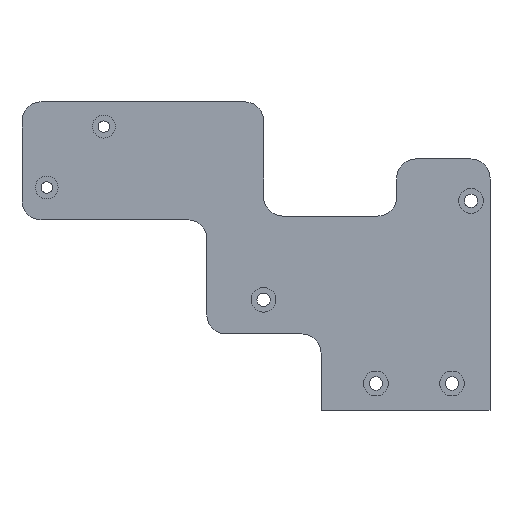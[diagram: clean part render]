
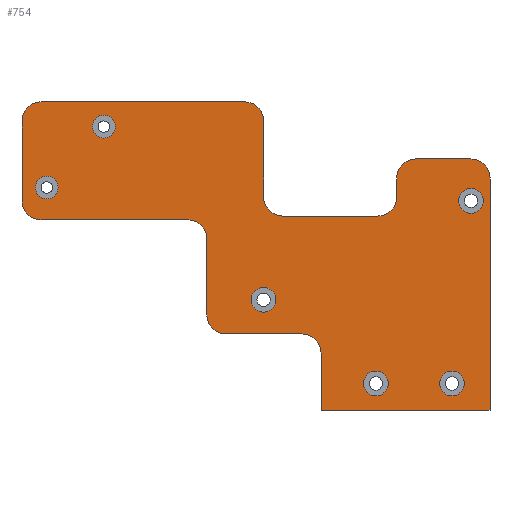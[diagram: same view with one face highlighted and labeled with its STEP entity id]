
A CAD part, left-side view. The second image highlights one B-rep face of the part: STEP entity #754.
In plain terms, the highlighted planar face has unit normal (-1, 0, 0).
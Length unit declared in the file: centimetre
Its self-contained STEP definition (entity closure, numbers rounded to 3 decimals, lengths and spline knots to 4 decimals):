
#104=VECTOR('',#927,1.);
#105=VECTOR('',#930,1.);
#106=VECTOR('',#933,1.);
#107=VECTOR('',#936,1.);
#108=VECTOR('',#939,1.);
#109=VECTOR('',#942,1.);
#110=VECTOR('',#945,1.);
#111=VECTOR('',#948,1.);
#112=VECTOR('',#951,1.);
#113=VECTOR('',#954,1.);
#114=VECTOR('',#955,1.);
#115=VECTOR('',#956,1.);
#150=LINE('',#1120,#104);
#151=LINE('',#1124,#105);
#152=LINE('',#1128,#106);
#153=LINE('',#1132,#107);
#154=LINE('',#1136,#108);
#155=LINE('',#1140,#109);
#156=LINE('',#1144,#110);
#157=LINE('',#1148,#111);
#158=LINE('',#1152,#112);
#159=LINE('',#1156,#113);
#160=LINE('',#1158,#114);
#161=LINE('',#1160,#115);
#202=PLANE('',#814);
#217=VERTEX_POINT('',#1072);
#220=VERTEX_POINT('',#1080);
#223=VERTEX_POINT('',#1088);
#226=VERTEX_POINT('',#1096);
#229=VERTEX_POINT('',#1104);
#232=VERTEX_POINT('',#1112);
#234=VERTEX_POINT('',#1118);
#235=VERTEX_POINT('',#1119);
#236=VERTEX_POINT('',#1121);
#237=VERTEX_POINT('',#1123);
#238=VERTEX_POINT('',#1125);
#239=VERTEX_POINT('',#1127);
#240=VERTEX_POINT('',#1129);
#241=VERTEX_POINT('',#1131);
#242=VERTEX_POINT('',#1133);
#243=VERTEX_POINT('',#1135);
#244=VERTEX_POINT('',#1137);
#245=VERTEX_POINT('',#1139);
#246=VERTEX_POINT('',#1141);
#247=VERTEX_POINT('',#1143);
#248=VERTEX_POINT('',#1145);
#249=VERTEX_POINT('',#1147);
#250=VERTEX_POINT('',#1149);
#251=VERTEX_POINT('',#1151);
#252=VERTEX_POINT('',#1153);
#253=VERTEX_POINT('',#1155);
#254=VERTEX_POINT('',#1157);
#255=VERTEX_POINT('',#1159);
#285=CIRCLE('',#786,0.325);
#288=CIRCLE('',#791,0.325);
#291=CIRCLE('',#796,0.3);
#294=CIRCLE('',#801,0.325);
#297=CIRCLE('',#806,0.325);
#300=CIRCLE('',#811,0.3);
#302=CIRCLE('',#815,0.5);
#303=CIRCLE('',#816,0.5);
#304=CIRCLE('',#817,0.5);
#305=CIRCLE('',#818,0.5);
#306=CIRCLE('',#819,0.5);
#307=CIRCLE('',#820,0.5);
#308=CIRCLE('',#821,0.5);
#309=CIRCLE('',#822,0.5);
#310=CIRCLE('',#823,0.5);
#311=CIRCLE('',#824,0.5);
#329=EDGE_CURVE('',#217,#217,#285,.T.);
#332=EDGE_CURVE('',#220,#220,#288,.T.);
#335=EDGE_CURVE('',#223,#223,#291,.T.);
#338=EDGE_CURVE('',#226,#226,#294,.T.);
#341=EDGE_CURVE('',#229,#229,#297,.T.);
#344=EDGE_CURVE('',#232,#232,#300,.T.);
#346=EDGE_CURVE('',#234,#235,#302,.T.);
#347=EDGE_CURVE('',#236,#234,#150,.T.);
#348=EDGE_CURVE('',#237,#236,#303,.T.);
#349=EDGE_CURVE('',#238,#237,#151,.T.);
#350=EDGE_CURVE('',#239,#238,#304,.T.);
#351=EDGE_CURVE('',#240,#239,#152,.T.);
#352=EDGE_CURVE('',#241,#240,#305,.T.);
#353=EDGE_CURVE('',#242,#241,#153,.T.);
#354=EDGE_CURVE('',#243,#242,#306,.T.);
#355=EDGE_CURVE('',#244,#243,#154,.T.);
#356=EDGE_CURVE('',#245,#244,#307,.T.);
#357=EDGE_CURVE('',#246,#245,#155,.T.);
#358=EDGE_CURVE('',#247,#246,#308,.T.);
#359=EDGE_CURVE('',#248,#247,#156,.T.);
#360=EDGE_CURVE('',#249,#248,#309,.T.);
#361=EDGE_CURVE('',#250,#249,#157,.T.);
#362=EDGE_CURVE('',#251,#250,#310,.T.);
#363=EDGE_CURVE('',#252,#251,#158,.T.);
#364=EDGE_CURVE('',#253,#252,#311,.T.);
#365=EDGE_CURVE('',#254,#253,#159,.T.);
#366=EDGE_CURVE('',#255,#254,#160,.T.);
#367=EDGE_CURVE('',#235,#255,#161,.T.);
#442=ORIENTED_EDGE('',*,*,#346,.F.);
#443=ORIENTED_EDGE('',*,*,#347,.F.);
#444=ORIENTED_EDGE('',*,*,#348,.F.);
#445=ORIENTED_EDGE('',*,*,#349,.F.);
#446=ORIENTED_EDGE('',*,*,#350,.F.);
#447=ORIENTED_EDGE('',*,*,#351,.F.);
#448=ORIENTED_EDGE('',*,*,#352,.F.);
#449=ORIENTED_EDGE('',*,*,#353,.F.);
#450=ORIENTED_EDGE('',*,*,#354,.F.);
#451=ORIENTED_EDGE('',*,*,#355,.F.);
#452=ORIENTED_EDGE('',*,*,#356,.F.);
#453=ORIENTED_EDGE('',*,*,#357,.F.);
#454=ORIENTED_EDGE('',*,*,#358,.F.);
#455=ORIENTED_EDGE('',*,*,#359,.F.);
#456=ORIENTED_EDGE('',*,*,#360,.F.);
#457=ORIENTED_EDGE('',*,*,#361,.F.);
#458=ORIENTED_EDGE('',*,*,#362,.F.);
#459=ORIENTED_EDGE('',*,*,#363,.F.);
#460=ORIENTED_EDGE('',*,*,#364,.F.);
#461=ORIENTED_EDGE('',*,*,#365,.F.);
#462=ORIENTED_EDGE('',*,*,#366,.F.);
#463=ORIENTED_EDGE('',*,*,#367,.F.);
#464=ORIENTED_EDGE('',*,*,#344,.T.);
#465=ORIENTED_EDGE('',*,*,#341,.T.);
#466=ORIENTED_EDGE('',*,*,#338,.T.);
#467=ORIENTED_EDGE('',*,*,#335,.T.);
#468=ORIENTED_EDGE('',*,*,#332,.T.);
#469=ORIENTED_EDGE('',*,*,#329,.T.);
#622=EDGE_LOOP('',(#442,#443,#444,#445,#446,#447,#448,#449,#450,#451,#452,
#453,#454,#455,#456,#457,#458,#459,#460,#461,#462,#463));
#623=EDGE_LOOP('',(#464));
#624=EDGE_LOOP('',(#465));
#625=EDGE_LOOP('',(#466));
#626=EDGE_LOOP('',(#467));
#627=EDGE_LOOP('',(#468));
#628=EDGE_LOOP('',(#469));
#694=FACE_BOUND('',#622,.T.);
#695=FACE_BOUND('',#623,.T.);
#696=FACE_BOUND('',#624,.T.);
#697=FACE_BOUND('',#625,.T.);
#698=FACE_BOUND('',#626,.T.);
#699=FACE_BOUND('',#627,.T.);
#700=FACE_BOUND('',#628,.T.);
#754=ADVANCED_FACE('',(#694,#695,#696,#697,#698,#699,#700),#202,.F.);
#786=AXIS2_PLACEMENT_3D('',#1071,#874,#875);
#791=AXIS2_PLACEMENT_3D('',#1079,#883,#884);
#796=AXIS2_PLACEMENT_3D('',#1087,#892,#893);
#801=AXIS2_PLACEMENT_3D('',#1095,#901,#902);
#806=AXIS2_PLACEMENT_3D('',#1103,#910,#911);
#811=AXIS2_PLACEMENT_3D('',#1111,#919,#920);
#814=AXIS2_PLACEMENT_3D('',#1116,#924,$);
#815=AXIS2_PLACEMENT_3D('',#1117,#925,#926);
#816=AXIS2_PLACEMENT_3D('',#1122,#928,#929);
#817=AXIS2_PLACEMENT_3D('',#1126,#931,#932);
#818=AXIS2_PLACEMENT_3D('',#1130,#934,#935);
#819=AXIS2_PLACEMENT_3D('',#1134,#937,#938);
#820=AXIS2_PLACEMENT_3D('',#1138,#940,#941);
#821=AXIS2_PLACEMENT_3D('',#1142,#943,#944);
#822=AXIS2_PLACEMENT_3D('',#1146,#946,#947);
#823=AXIS2_PLACEMENT_3D('',#1150,#949,#950);
#824=AXIS2_PLACEMENT_3D('',#1154,#952,#953);
#874=DIRECTION('',(1.,0.,0.));
#875=DIRECTION('',(0.,0.,0.325));
#883=DIRECTION('',(1.,0.,0.));
#884=DIRECTION('',(0.,0.,0.325));
#892=DIRECTION('',(1.,0.,0.));
#893=DIRECTION('',(0.,0.,0.3));
#901=DIRECTION('',(1.,0.,0.));
#902=DIRECTION('',(0.,0.,0.325));
#910=DIRECTION('',(1.,0.,0.));
#911=DIRECTION('',(0.,0.,0.325));
#919=DIRECTION('',(1.,0.,0.));
#920=DIRECTION('',(0.,0.,0.3));
#924=DIRECTION('',(1.,0.,0.));
#925=DIRECTION('',(1.,0.,0.));
#926=DIRECTION('',(0.,-0.354,0.354));
#927=DIRECTION('',(0.,-1.,0.));
#928=DIRECTION('',(1.,0.,0.));
#929=DIRECTION('',(0.,0.354,0.354));
#930=DIRECTION('',(0.,0.,1.));
#931=DIRECTION('',(-1.,0.,0.));
#932=DIRECTION('',(0.,-0.354,-0.354));
#933=DIRECTION('',(0.,-1.,0.));
#934=DIRECTION('',(-1.,0.,0.));
#935=DIRECTION('',(0.,0.354,-0.354));
#936=DIRECTION('',(0.,0.,-1.));
#937=DIRECTION('',(1.,0.,0.));
#938=DIRECTION('',(0.,-0.354,0.354));
#939=DIRECTION('',(0.,-1.,0.));
#940=DIRECTION('',(1.,0.,0.));
#941=DIRECTION('',(0.,0.354,0.354));
#942=DIRECTION('',(0.,0.,1.));
#943=DIRECTION('',(1.,0.,0.));
#944=DIRECTION('',(0.,0.354,-0.354));
#945=DIRECTION('',(0.,1.,0.));
#946=DIRECTION('',(-1.,0.,0.));
#947=DIRECTION('',(0.,-0.354,0.354));
#948=DIRECTION('',(0.,0.,1.));
#949=DIRECTION('',(1.,0.,0.));
#950=DIRECTION('',(0.,0.354,-0.354));
#951=DIRECTION('',(0.,1.,0.));
#952=DIRECTION('',(-1.,0.,0.));
#953=DIRECTION('',(0.,-0.354,0.354));
#954=DIRECTION('',(0.,0.,1.));
#955=DIRECTION('',(0.,1.,0.));
#956=DIRECTION('',(0.,0.,-1.));
#1071=CARTESIAN_POINT('',(-10.31,3.3,0.7));
#1072=CARTESIAN_POINT('',(-10.31,3.3,1.025));
#1079=CARTESIAN_POINT('',(-10.31,0.8,5.5));
#1080=CARTESIAN_POINT('',(-10.31,0.8,5.825));
#1087=CARTESIAN_POINT('',(-10.31,10.45,7.45));
#1088=CARTESIAN_POINT('',(-10.31,10.45,7.75));
#1095=CARTESIAN_POINT('',(-10.31,6.25,2.9));
#1096=CARTESIAN_POINT('',(-10.31,6.25,3.225));
#1103=CARTESIAN_POINT('',(-10.31,1.3,0.7));
#1104=CARTESIAN_POINT('',(-10.31,1.3,1.025));
#1111=CARTESIAN_POINT('',(-10.31,11.95,5.85));
#1112=CARTESIAN_POINT('',(-10.31,11.95,6.15));
#1116=CARTESIAN_POINT('',(-10.31,5.8286,4.5413));
#1117=CARTESIAN_POINT('',(-10.31,0.8,6.1));
#1118=CARTESIAN_POINT('',(-10.31,0.8,6.6));
#1119=CARTESIAN_POINT('',(-10.31,0.3,6.1));
#1120=CARTESIAN_POINT('',(-10.31,0.3,6.6));
#1121=CARTESIAN_POINT('',(-10.31,2.25,6.6));
#1122=CARTESIAN_POINT('',(-10.31,2.25,6.1));
#1123=CARTESIAN_POINT('',(-10.31,2.75,6.1));
#1124=CARTESIAN_POINT('',(-10.31,2.75,6.6));
#1125=CARTESIAN_POINT('',(-10.31,2.75,5.6));
#1126=CARTESIAN_POINT('',(-10.31,3.25,5.6));
#1127=CARTESIAN_POINT('',(-10.31,3.25,5.1));
#1128=CARTESIAN_POINT('',(-10.31,2.75,5.1));
#1129=CARTESIAN_POINT('',(-10.31,5.75,5.1));
#1130=CARTESIAN_POINT('',(-10.31,5.75,5.6));
#1131=CARTESIAN_POINT('',(-10.31,6.25,5.6));
#1132=CARTESIAN_POINT('',(-10.31,6.25,5.1));
#1133=CARTESIAN_POINT('',(-10.31,6.25,7.6));
#1134=CARTESIAN_POINT('',(-10.31,6.75,7.6));
#1135=CARTESIAN_POINT('',(-10.31,6.75,8.1));
#1136=CARTESIAN_POINT('',(-10.31,6.25,8.1));
#1137=CARTESIAN_POINT('',(-10.31,12.1,8.1));
#1138=CARTESIAN_POINT('',(-10.31,12.1,7.6));
#1139=CARTESIAN_POINT('',(-10.31,12.6,7.6));
#1140=CARTESIAN_POINT('',(-10.31,12.6,8.1));
#1141=CARTESIAN_POINT('',(-10.31,12.6,5.5));
#1142=CARTESIAN_POINT('',(-10.31,12.1,5.5));
#1143=CARTESIAN_POINT('',(-10.31,12.1,5.));
#1144=CARTESIAN_POINT('',(-10.31,12.6,5.));
#1145=CARTESIAN_POINT('',(-10.31,8.2414,5.));
#1146=CARTESIAN_POINT('',(-10.31,8.2414,4.5));
#1147=CARTESIAN_POINT('',(-10.31,7.7414,4.5));
#1148=CARTESIAN_POINT('',(-10.31,7.7414,5.));
#1149=CARTESIAN_POINT('',(-10.31,7.7414,2.5));
#1150=CARTESIAN_POINT('',(-10.31,7.2414,2.5));
#1151=CARTESIAN_POINT('',(-10.31,7.2414,2.));
#1152=CARTESIAN_POINT('',(-10.31,7.7414,2.));
#1153=CARTESIAN_POINT('',(-10.31,5.2414,2.));
#1154=CARTESIAN_POINT('',(-10.31,5.2414,1.5));
#1155=CARTESIAN_POINT('',(-10.31,4.7414,1.5));
#1156=CARTESIAN_POINT('',(-10.31,4.7414,2.));
#1157=CARTESIAN_POINT('',(-10.31,4.7414,0.));
#1158=CARTESIAN_POINT('',(-10.31,2.4,0.));
#1159=CARTESIAN_POINT('',(-10.31,0.3,0.));
#1160=CARTESIAN_POINT('',(-10.31,0.3,3.8002));
